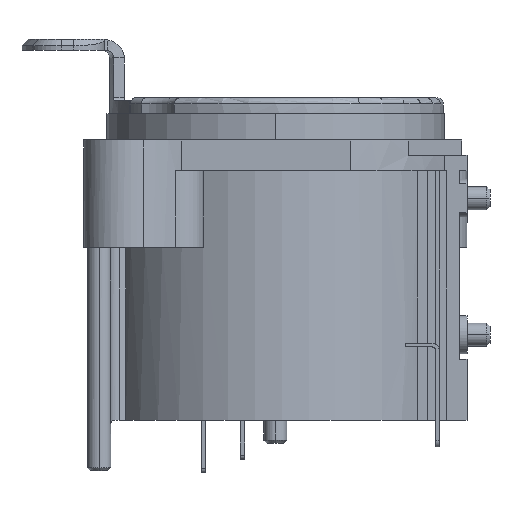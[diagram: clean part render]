
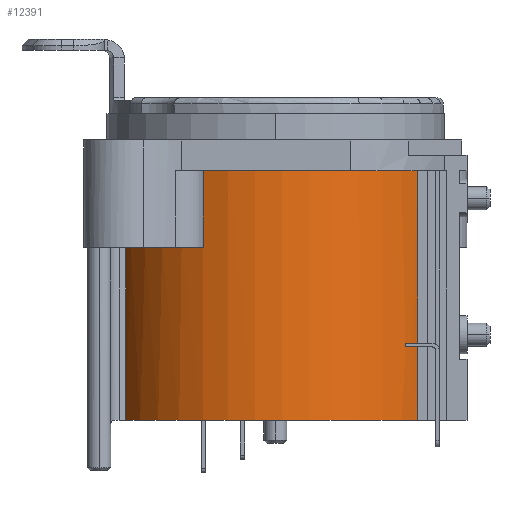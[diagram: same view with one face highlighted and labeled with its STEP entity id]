
A CAD part, left-side view. The second image highlights one B-rep face of the part: STEP entity #12391.
In plain terms, the highlighted cylindrical face has radius 11 mm (diameter 22 mm), a partial arc.
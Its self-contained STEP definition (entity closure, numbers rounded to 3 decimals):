
#1003=DIRECTION('',(0.,0.,-1.));
#1004=VECTOR('',#1003,16.297);
#1005=CARTESIAN_POINT('',(-5.9,-9.284,-4.7));
#1006=LINE('',#1005,#1004);
#1007=CARTESIAN_POINT('',(0.,0.,-21.));
#1008=DIRECTION('',(0.,0.,-1.));
#1009=DIRECTION('',(-0.534,-0.845,0.));
#1010=AXIS2_PLACEMENT_3D('',#1007,#1008,#1009);
#1012=DIRECTION('',(0.,0.,1.));
#1013=VECTOR('',#1012,16.3);
#1014=CARTESIAN_POINT('',(-5.059,9.768,-21.));
#1015=LINE('',#1014,#1013);
#1016=DIRECTION('',(0.,0.,-1.));
#1017=VECTOR('',#1016,5.);
#1018=CARTESIAN_POINT('',(-5.656,9.435,-4.7));
#1019=LINE('',#1018,#1017);
#1020=DIRECTION('',(0.,0.,1.));
#1021=VECTOR('',#1020,5.);
#1022=CARTESIAN_POINT('',(-9.933,4.727,-9.7));
#1023=LINE('',#1022,#1021);
#1024=CARTESIAN_POINT('',(0.,0.,-4.7));
#1025=DIRECTION('',(0.,0.,1.));
#1026=DIRECTION('',(-0.903,0.43,0.));
#1027=AXIS2_PLACEMENT_3D('',#1024,#1025,#1026);
#1029=DIRECTION('',(0.,0.,-1.));
#1030=VECTOR('',#1029,0.25);
#1031=CARTESIAN_POINT('',(-6.2,-9.086,-15.95));
#1032=LINE('',#1031,#1030);
#3996=CARTESIAN_POINT('',(0.,0.,-15.95));
#3997=DIRECTION('',(0.,0.,1.));
#3998=DIRECTION('',(-0.636,-0.771,0.));
#3999=AXIS2_PLACEMENT_3D('',#3996,#3997,#3998);
#4009=CARTESIAN_POINT('',(0.,0.,-16.2));
#4010=DIRECTION('',(0.,0.,1.));
#4011=DIRECTION('',(-0.636,-0.771,0.));
#4012=AXIS2_PLACEMENT_3D('',#4009,#4010,#4011);
#4018=DIRECTION('',(0.,0.,1.));
#4019=VECTOR('',#4018,0.25);
#4020=CARTESIAN_POINT('',(-7.,-8.485,-16.2));
#4021=LINE('',#4020,#4019);
#4137=CARTESIAN_POINT('',(0.,0.,-9.7));
#4138=DIRECTION('',(0.,0.,-1.));
#4139=DIRECTION('',(-0.903,0.43,0.));
#4140=AXIS2_PLACEMENT_3D('',#4137,#4138,#4139);
#4189=CARTESIAN_POINT('',(0.,0.,-4.7));
#4190=DIRECTION('',(0.,0.,-1.));
#4191=DIRECTION('',(-0.514,0.858,0.));
#4192=AXIS2_PLACEMENT_3D('',#4189,#4190,#4191);
#4381=CARTESIAN_POINT('',(-5.9,-9.284,-20.997));
#4382=CARTESIAN_POINT('',(-5.892,-9.289,
-20.998));
#4383=CARTESIAN_POINT('',(-5.883,-9.295,
-20.999));
#4384=CARTESIAN_POINT('',(-5.875,-9.3,-21.));
#8983=CARTESIAN_POINT('',(-5.656,9.435,-4.7));
#8984=VERTEX_POINT('',#8983);
#8985=CARTESIAN_POINT('',(-5.059,9.768,-4.7));
#8986=VERTEX_POINT('',#8985);
#9009=CARTESIAN_POINT('',(-5.9,-9.284,-4.7));
#9010=VERTEX_POINT('',#9009);
#9011=CARTESIAN_POINT('',(-9.933,4.727,-4.7));
#9013=VERTEX_POINT('',#9011);
#9461=CARTESIAN_POINT('',(-9.933,4.727,-9.7));
#9462=VERTEX_POINT('',#9461);
#9463=CARTESIAN_POINT('',(-5.656,9.435,-9.7));
#9464=VERTEX_POINT('',#9463);
#10651=VERTEX_POINT('',#4381);
#10652=VERTEX_POINT('',#4384);
#10894=CARTESIAN_POINT('',(-7.,-8.485,-15.95));
#10895=CARTESIAN_POINT('',(-6.2,-9.086,-15.95));
#10896=VERTEX_POINT('',#10894);
#10897=VERTEX_POINT('',#10895);
#10898=CARTESIAN_POINT('',(-7.,-8.485,-16.2));
#10899=CARTESIAN_POINT('',(-6.2,-9.086,-16.2));
#10900=VERTEX_POINT('',#10898);
#10901=VERTEX_POINT('',#10899);
#10951=CARTESIAN_POINT('',(-5.059,9.768,-21.));
#10952=VERTEX_POINT('',#10951);
#12356=CARTESIAN_POINT('',(0.,0.,-1.));
#12357=DIRECTION('',(0.,0.,1.));
#12358=DIRECTION('',(1.,0.,0.));
#12359=AXIS2_PLACEMENT_3D('',#12356,#12357,#12358);
#12360=CYLINDRICAL_SURFACE('',#12359,11.);
#12362=ORIENTED_EDGE('',*,*,#12361,.T.);
#12364=ORIENTED_EDGE('',*,*,#12363,.T.);
#12366=ORIENTED_EDGE('',*,*,#12365,.T.);
#12368=ORIENTED_EDGE('',*,*,#12367,.T.);
#12370=ORIENTED_EDGE('',*,*,#12369,.F.);
#12372=ORIENTED_EDGE('',*,*,#12371,.T.);
#12374=ORIENTED_EDGE('',*,*,#12373,.F.);
#12376=ORIENTED_EDGE('',*,*,#12375,.T.);
#12378=ORIENTED_EDGE('',*,*,#12377,.T.);
#12379=EDGE_LOOP('',(#12362,#12364,#12366,#12368,#12370,#12372,#12374,#12376,
#12378));
#12380=FACE_OUTER_BOUND('',#12379,.F.);
#12382=ORIENTED_EDGE('',*,*,#12381,.F.);
#12384=ORIENTED_EDGE('',*,*,#12383,.F.);
#12386=ORIENTED_EDGE('',*,*,#12385,.F.);
#12388=ORIENTED_EDGE('',*,*,#12387,.T.);
#12389=EDGE_LOOP('',(#12382,#12384,#12386,#12388));
#12390=FACE_BOUND('',#12389,.F.);
#12391=ADVANCED_FACE('',(#12380,#12390),#12360,.T.);
#1011=CIRCLE('',#1010,11.);
#1028=CIRCLE('',#1027,11.);
#4000=CIRCLE('',#3999,11.);
#4013=CIRCLE('',#4012,11.);
#4141=CIRCLE('',#4140,11.);
#4193=CIRCLE('',#4192,11.);
#4385=B_SPLINE_CURVE_WITH_KNOTS('',3,(#4381,#4382,#4383,#4384),.UNSPECIFIED.,
.F.,.F.,(4,4),(0.,1.),.UNSPECIFIED.);
#12361=EDGE_CURVE('',#9010,#10651,#1006,.T.);
#12363=EDGE_CURVE('',#10651,#10652,#4385,.T.);
#12365=EDGE_CURVE('',#10652,#10952,#1011,.T.);
#12367=EDGE_CURVE('',#10952,#8986,#1015,.T.);
#12369=EDGE_CURVE('',#8984,#8986,#4193,.T.);
#12371=EDGE_CURVE('',#8984,#9464,#1019,.T.);
#12373=EDGE_CURVE('',#9462,#9464,#4141,.T.);
#12375=EDGE_CURVE('',#9462,#9013,#1023,.T.);
#12377=EDGE_CURVE('',#9013,#9010,#1028,.T.);
#12381=EDGE_CURVE('',#10897,#10901,#1032,.T.);
#12383=EDGE_CURVE('',#10896,#10897,#4000,.T.);
#12385=EDGE_CURVE('',#10900,#10896,#4021,.T.);
#12387=EDGE_CURVE('',#10900,#10901,#4013,.T.);
